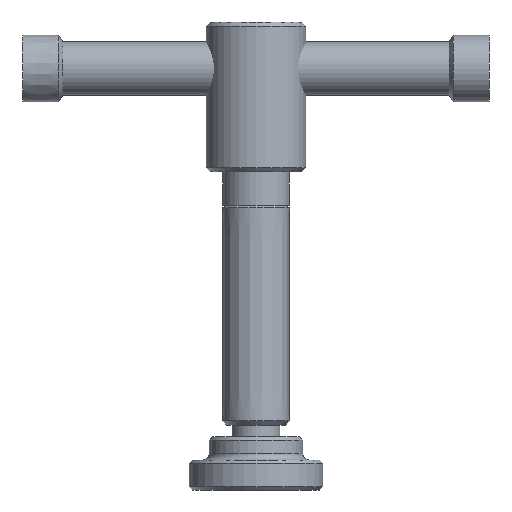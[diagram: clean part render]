
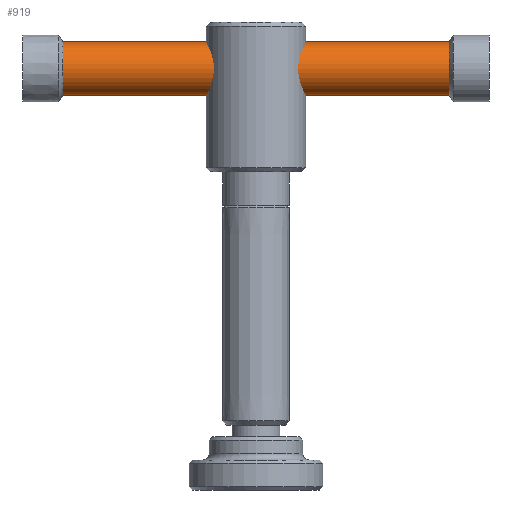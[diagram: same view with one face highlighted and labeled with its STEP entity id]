
A CAD part, front view. The second image highlights one B-rep face of the part: STEP entity #919.
In plain terms, the highlighted cylindrical face has radius 8 mm (diameter 16 mm), a partial arc.
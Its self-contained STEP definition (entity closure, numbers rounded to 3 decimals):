
#423=VERTEX_POINT('',#1053);
#491=VERTEX_POINT('',#1129);
#525=VERTEX_POINT('',#1172);
#561=EDGE_CURVE('',#835,#525,#1215,.T.);
#767=EDGE_CURVE('',#835,#423,#1444,.T.);
#835=VERTEX_POINT('',#1519);
#861=EDGE_CURVE('',#491,#423,#1548,.T.);
#909=EDGE_CURVE('',#525,#491,#1599,.T.);
#919=ADVANCED_FACE('',(#1609),#1610,.T.);
#1053=CARTESIAN_POINT('',(-58.0,0.,118.5));
#1129=CARTESIAN_POINT('',(58.0,0.,118.5));
#1172=CARTESIAN_POINT('',(58.0,0.0,134.5));
#1215=LINE('',#1960,#1961);
#1444=CIRCLE('',#2257,8.);
#1519=CARTESIAN_POINT('',(-58.0,0.0,134.5));
#1548=LINE('',#2401,#2402);
#1599=CIRCLE('',#2475,8.);
#1609=FACE_OUTER_BOUND('',#2490,.T.);
#1610=CYLINDRICAL_SURFACE('',#2491,8.);
#1960=CARTESIAN_POINT('',(0.0,0.,134.5));
#1961=VECTOR('',#2885,1.0);
#2257=AXIS2_PLACEMENT_3D('',#3177,#3178,#3179);
#2401=CARTESIAN_POINT('',(0.0,0.,118.5));
#2402=VECTOR('',#3313,1.0);
#2475=AXIS2_PLACEMENT_3D('',#3368,#3369,#3370);
#2490=EDGE_LOOP('',(#3377,#3378,#3379,#3380));
#2491=AXIS2_PLACEMENT_3D('',#3381,#3382,#3383);
#2885=DIRECTION('',(1.0,0.0,0.0));
#3177=CARTESIAN_POINT('',(-58.0,0.0,126.5));
#3178=DIRECTION('',(1.0,0.0,-0.0));
#3179=DIRECTION('',(0.0,0.0,1.0));
#3313=DIRECTION('',(-1.0,-0.0,-0.0));
#3368=CARTESIAN_POINT('',(58.0,0.0,126.5));
#3369=DIRECTION('',(1.0,0.0,-0.0));
#3370=DIRECTION('',(0.0,0.0,1.0));
#3377=ORIENTED_EDGE('',*,*,#561,.F.);
#3378=ORIENTED_EDGE('',*,*,#767,.T.);
#3379=ORIENTED_EDGE('',*,*,#861,.F.);
#3380=ORIENTED_EDGE('',*,*,#909,.F.);
#3381=CARTESIAN_POINT('',(0.0,0.0,126.5));
#3382=DIRECTION('',(-1.0,-0.0,0.0));
#3383=DIRECTION('',(0.0,0.0,1.0));
